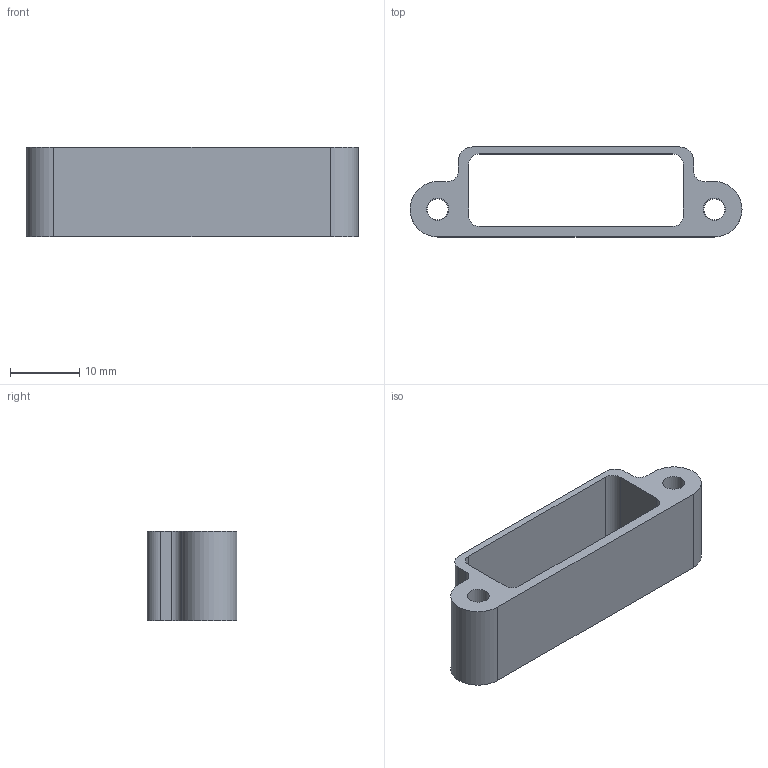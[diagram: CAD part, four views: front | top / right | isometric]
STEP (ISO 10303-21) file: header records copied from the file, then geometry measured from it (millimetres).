
FILE_DESCRIPTION(/* description */ (''),/* implementation_level */ '2;1');
FILE_NAME(/* name */ 'fan duct spacer 13mm.stp',/* time_stamp */ '2021-07-12T20:51:03+02:00',/* author */ ('luk'),/* organization */ (''),/* preprocessor_version */ 'ST-DEVELOPER v18',/* originating_system */ 'Autodesk Inventor 2020',/* authorisation */ '');
FILE_SCHEMA (('AUTOMOTIVE_DESIGN { 1 0 10303 214 3 1 1 }'));
Length unit declared in the file: millimetre
Products named in the file (1): fan duct spacer 13mm
Bounding box: 48 x 13 x 13 mm (x, y, z)
Volume: 2604 mm3; surface area: 3164.4 mm2
Topology: 1 solids, 1 shells, 28 faces, 76 edges, 52 vertices
Faces by surface type: cylinder 14, plane 14
Full cylindrical faces by diameter (mm): 3 x2, 3.2 x2
Entity records: 957 total; most frequent: DIRECTION 166, CARTESIAN_POINT 157, ORIENTED_EDGE 152, EDGE_CURVE 76, AXIS2_PLACEMENT_3D 61, VERTEX_POINT 52, LINE 44, VECTOR 44
